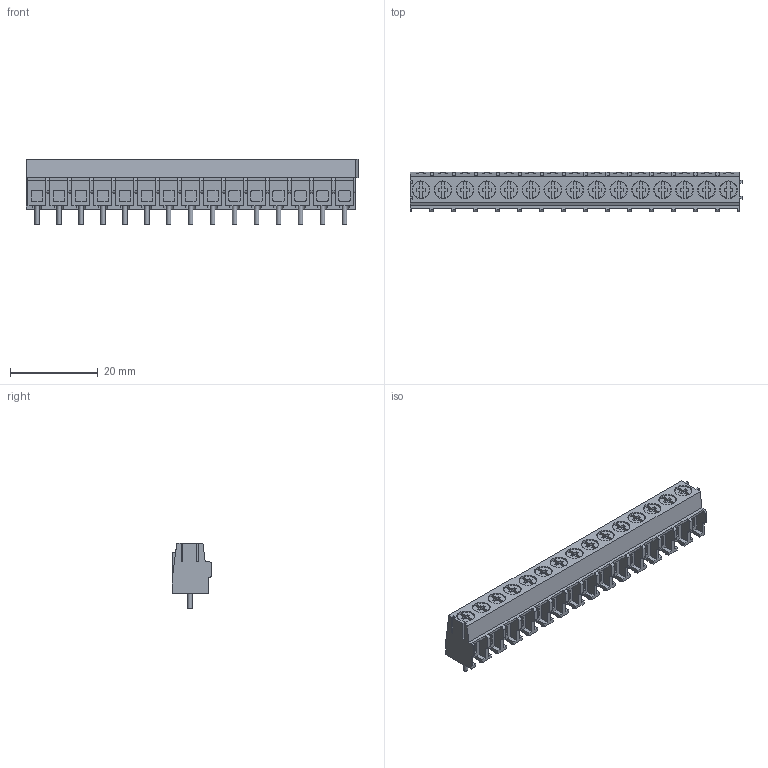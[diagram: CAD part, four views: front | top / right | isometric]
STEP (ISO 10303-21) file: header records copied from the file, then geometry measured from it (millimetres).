
FILE_DESCRIPTION(/* description */ ('model of TerminalBlock_Phoenix_PT-1,5-15-5.0-H_1x15_P5.00mm_Horizontal'),/* implementation_level */ '2;1');
FILE_NAME(/* name */ 'TerminalBlock_Phoenix_PT-1,5-15-5.0-H_1x15_P5.00mm_Horizontal.step',/* time_stamp */ '1970-01-01T00:00:00',/* author */ ('KiCAD','kicad'),/* organization */ ('OCCT'),/* preprocessor_version */ '',/* originating_system */ 'KiCAD',/* authorisation */ '');
FILE_SCHEMA(('AUTOMOTIVE_DESIGN { 1 0 10303 214 1 1 1 1 }'));
Length unit declared in the file: millimetre
Products named in the file (1): TerminalBlock_Phoenix_PT-1,5-15-5.0-H_1x15_P5.00mm_Horizontal
Bounding box: 75.57 x 9 x 15 mm (x, y, z)
Volume: 5012 mm3; surface area: 6646.8 mm2
Topology: 1 solids, 1 shells, 776 faces, 2097 edges, 1383 vertices
Faces by surface type: plane 594, cylinder 182
Full cylindrical faces by diameter (mm): 1 x15, 2.2 x15, 3.8 x15, 4 x15
Entity records: 15793 total; most frequent: ORIENTED_EDGE 3320, CARTESIAN_POINT 2421, EDGE_CURVE 2097, VERTEX_POINT 1383, LINE 1341, AXIS2_PLACEMENT_3D 917, FACE_BOUND 851, EDGE_LOOP 851
